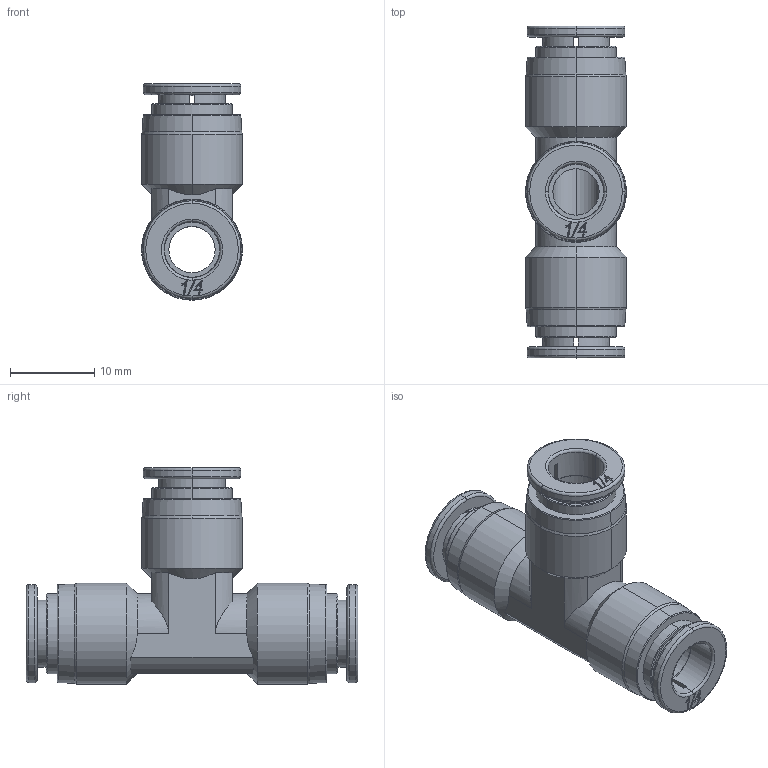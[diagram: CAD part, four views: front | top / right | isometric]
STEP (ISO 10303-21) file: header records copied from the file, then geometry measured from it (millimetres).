
FILE_DESCRIPTION (( 'STEP AP214' ), '1' );
FILE_NAME ('UT14-SS.step', '2018-03-13T19:33:04', ( '' ), ( '' ), 'SwSTEP 2.0', 'SolidWorks 2017', '' );
FILE_SCHEMA (( 'AUTOMOTIVE_DESIGN' ));
Length unit declared in the file: millimetre
Products named in the file (1): UT14-SS
Bounding box: 12 x 39.4 x 25.7 mm (x, y, z)
Volume: 3332 mm3; surface area: 3722.3 mm2
Topology: 1 solids, 1 shells, 243 faces, 623 edges, 399 vertices
Faces by surface type: plane 122, cylinder 55, cone 30, torus 24, bspline 12
Entity records: 7746 total; most frequent: CARTESIAN_POINT 1805, ORIENTED_EDGE 1246, DIRECTION 1210, EDGE_CURVE 623, AXIS2_PLACEMENT_3D 442, VERTEX_POINT 399, LINE 326, VECTOR 326
